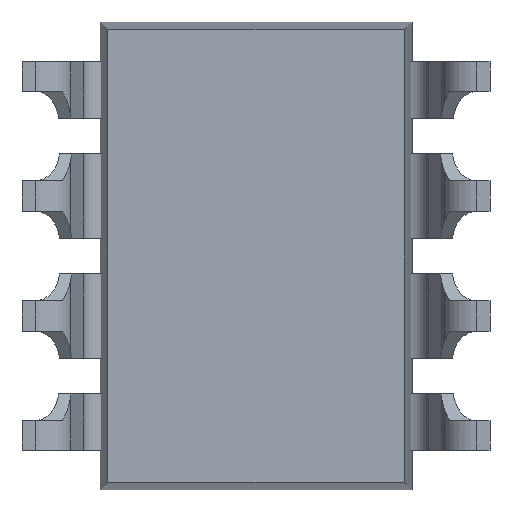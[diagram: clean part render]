
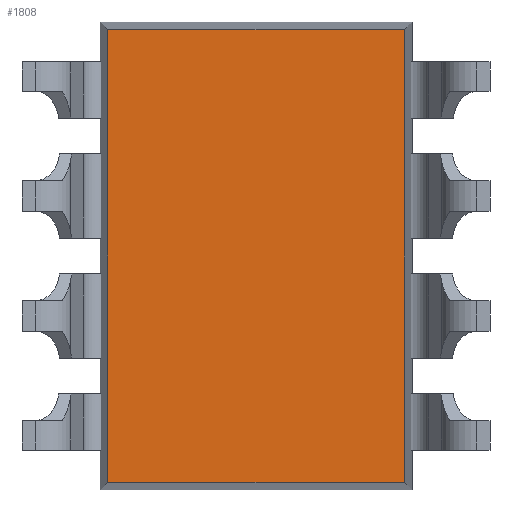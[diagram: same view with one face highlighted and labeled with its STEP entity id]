
A CAD part, front view. The second image highlights one B-rep face of the part: STEP entity #1808.
In plain terms, the highlighted planar face has unit normal (0, -1, 0).
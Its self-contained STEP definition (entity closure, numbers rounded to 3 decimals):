
#5 = LINE ( 'NONE', #314, #1572 ) ;
#28 = ORIENTED_EDGE ( 'NONE', *, *, #1353, .F. ) ;
#314 = CARTESIAN_POINT ( 'NONE',  ( 0., -1.845, 9.739 ) ) ;
#381 = CARTESIAN_POINT ( 'NONE',  ( 0., -1.845, 0.161 ) ) ;
#466 = CARTESIAN_POINT ( 'NONE',  ( 6.439, -1.845, 9.9 ) ) ;
#526 = EDGE_LOOP ( 'NONE', ( #2497, #3368, #28, #1906 ) ) ;
#561 = CARTESIAN_POINT ( 'NONE',  ( 0., -1.845, 9.9 ) ) ;
#613 = DIRECTION ( 'NONE',  ( 1., 0., 0. ) ) ;
#650 = EDGE_CURVE ( 'NONE', #3718, #4024, #5, .T. ) ;
#671 = FACE_OUTER_BOUND ( 'NONE', #526, .T. ) ;
#911 = EDGE_CURVE ( 'NONE', #3360, #1391, #1025, .T. ) ;
#1025 = LINE ( 'NONE', #381, #2577 ) ;
#1089 = DIRECTION ( 'NONE',  ( 0., 0., -1. ) ) ;
#1117 = PLANE ( 'NONE',  #3978 ) ;
#1180 = DIRECTION ( 'NONE',  ( 0., 1., 0. ) ) ;
#1209 = CARTESIAN_POINT ( 'NONE',  ( 6.439, -1.845, 0.161 ) ) ;
#1353 = EDGE_CURVE ( 'NONE', #4024, #3360, #3135, .T. ) ;
#1391 = VERTEX_POINT ( 'NONE', #2058 ) ;
#1415 = VECTOR ( 'NONE', #3267, 1000. ) ;
#1572 = VECTOR ( 'NONE', #613, 1000. ) ;
#1641 = DIRECTION ( 'NONE',  ( 0., 0., 1. ) ) ;
#1808 = ADVANCED_FACE ( 'NONE', ( #671 ), #1117, .F. ) ;
#1906 = ORIENTED_EDGE ( 'NONE', *, *, #650, .F. ) ;
#2058 = CARTESIAN_POINT ( 'NONE',  ( 0.161, -1.845, 0.161 ) ) ;
#2163 = CARTESIAN_POINT ( 'NONE',  ( 0.161, -1.845, 9.739 ) ) ;
#2329 = LINE ( 'NONE', #2952, #1415 ) ;
#2497 = ORIENTED_EDGE ( 'NONE', *, *, #3471, .F. ) ;
#2577 = VECTOR ( 'NONE', #3176, 1000. ) ;
#2952 = CARTESIAN_POINT ( 'NONE',  ( 0.161, -1.845, 9.9 ) ) ;
#3135 = LINE ( 'NONE', #466, #3953 ) ;
#3176 = DIRECTION ( 'NONE',  ( -1., 0., 0. ) ) ;
#3267 = DIRECTION ( 'NONE',  ( 0., 0., 1. ) ) ;
#3308 = CARTESIAN_POINT ( 'NONE',  ( 6.439, -1.845, 9.739 ) ) ;
#3360 = VERTEX_POINT ( 'NONE', #1209 ) ;
#3368 = ORIENTED_EDGE ( 'NONE', *, *, #911, .F. ) ;
#3471 = EDGE_CURVE ( 'NONE', #1391, #3718, #2329, .T. ) ;
#3718 = VERTEX_POINT ( 'NONE', #2163 ) ;
#3953 = VECTOR ( 'NONE', #1089, 1000. ) ;
#3978 = AXIS2_PLACEMENT_3D ( 'NONE', #561, #1180, #1641 ) ;
#4024 = VERTEX_POINT ( 'NONE', #3308 ) ;
